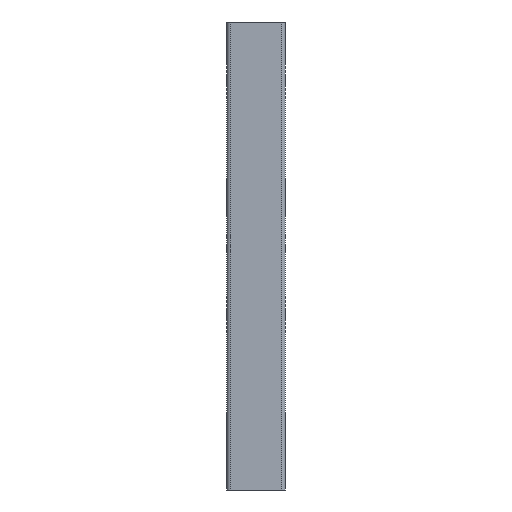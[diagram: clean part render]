
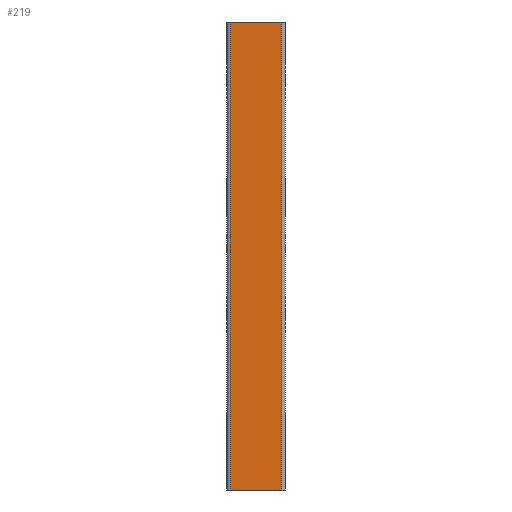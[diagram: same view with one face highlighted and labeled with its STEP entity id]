
A CAD part, left-side view. The second image highlights one B-rep face of the part: STEP entity #219.
In plain terms, the highlighted planar face has unit normal (-1, 0, 0).
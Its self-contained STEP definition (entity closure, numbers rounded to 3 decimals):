
#45 = ORIENTED_EDGE ( 'NONE', *, *, #7877, .T. ) ;
#219 = ADVANCED_FACE ( 'NONE', ( #4268 ), #2869, .F. ) ;
#284 = EDGE_CURVE ( 'NONE', #3219, #13585, #6393, .T. ) ;
#751 = DIRECTION ( 'NONE',  ( 0., 0., -1. ) ) ;
#794 = DIRECTION ( 'NONE',  ( 1., 0., 0. ) ) ;
#1145 = LINE ( 'NONE', #9893, #4329 ) ;
#1389 = DIRECTION ( 'NONE',  ( 0., 0., -1. ) ) ;
#1742 = CARTESIAN_POINT ( 'NONE',  ( -12., 8., 64. ) ) ;
#1978 = LINE ( 'NONE', #8016, #7304 ) ;
#2004 = CARTESIAN_POINT ( 'NONE',  ( -12., 8., 0. ) ) ;
#2425 = ORIENTED_EDGE ( 'NONE', *, *, #284, .F. ) ;
#2720 = ORIENTED_EDGE ( 'NONE', *, *, #8931, .T. ) ;
#2869 = PLANE ( 'NONE',  #10470 ) ;
#3092 = DIRECTION ( 'NONE',  ( 0., -1., 0. ) ) ;
#3219 = VERTEX_POINT ( 'NONE', #8059 ) ;
#3825 = LINE ( 'NONE', #2004, #9120 ) ;
#4059 = VERTEX_POINT ( 'NONE', #12636 ) ;
#4268 = FACE_OUTER_BOUND ( 'NONE', #6809, .T. ) ;
#4329 = VECTOR ( 'NONE', #1389, 1000. ) ;
#4578 = ORIENTED_EDGE ( 'NONE', *, *, #7096, .T. ) ;
#6393 = LINE ( 'NONE', #11051, #9242 ) ;
#6809 = EDGE_LOOP ( 'NONE', ( #2720, #45, #2425, #4578 ) ) ;
#7096 = EDGE_CURVE ( 'NONE', #3219, #10680, #1145, .T. ) ;
#7304 = VECTOR ( 'NONE', #9076, 1000. ) ;
#7877 = EDGE_CURVE ( 'NONE', #4059, #13585, #1978, .T. ) ;
#8016 = CARTESIAN_POINT ( 'NONE',  ( -12., 0.5, 64. ) ) ;
#8059 = CARTESIAN_POINT ( 'NONE',  ( -12., 7.5, 64. ) ) ;
#8931 = EDGE_CURVE ( 'NONE', #10680, #4059, #3825, .T. ) ;
#9076 = DIRECTION ( 'NONE',  ( 0., 0., 1. ) ) ;
#9120 = VECTOR ( 'NONE', #3092, 1000. ) ;
#9242 = VECTOR ( 'NONE', #11136, 1000. ) ;
#9893 = CARTESIAN_POINT ( 'NONE',  ( -12., 7.5, 64. ) ) ;
#10470 = AXIS2_PLACEMENT_3D ( 'NONE', #1742, #794, #751 ) ;
#10680 = VERTEX_POINT ( 'NONE', #12243 ) ;
#11051 = CARTESIAN_POINT ( 'NONE',  ( -12., 8., 64. ) ) ;
#11136 = DIRECTION ( 'NONE',  ( 0., -1., 0. ) ) ;
#11572 = CARTESIAN_POINT ( 'NONE',  ( -12., 0.5, 64. ) ) ;
#12243 = CARTESIAN_POINT ( 'NONE',  ( -12., 7.5, 0. ) ) ;
#12636 = CARTESIAN_POINT ( 'NONE',  ( -12., 0.5, 0. ) ) ;
#13585 = VERTEX_POINT ( 'NONE', #11572 ) ;
